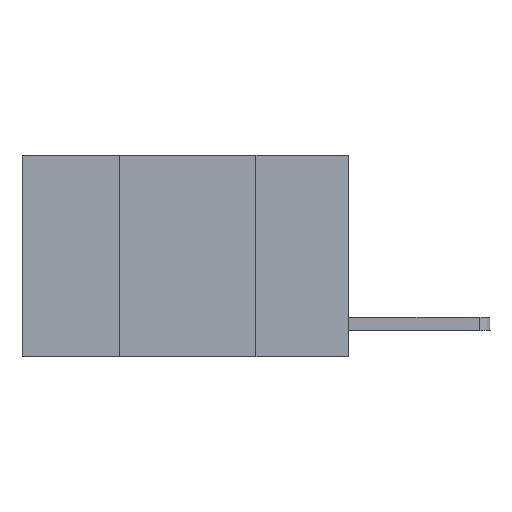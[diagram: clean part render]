
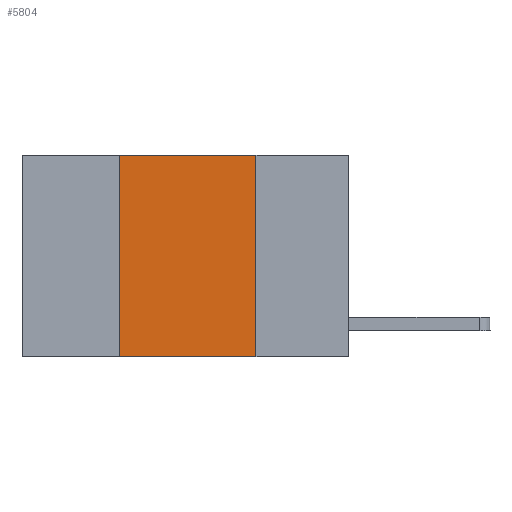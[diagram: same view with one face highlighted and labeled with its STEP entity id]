
A CAD part, left-side view. The second image highlights one B-rep face of the part: STEP entity #5804.
In plain terms, the highlighted planar face has unit normal (-1, 0, 0).
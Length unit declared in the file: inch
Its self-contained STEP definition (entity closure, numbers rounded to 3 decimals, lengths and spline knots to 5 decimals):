
#154 = VECTOR ( 'NONE', #3832, 39.37008 ) ;
#307 = CARTESIAN_POINT ( 'NONE',  ( 0., 0.42, -0.37 ) ) ;
#1155 = VECTOR ( 'NONE', #4609, 39.37008 ) ;
#1276 = CARTESIAN_POINT ( 'NONE',  ( 0., 0.42, 0. ) ) ;
#1307 = AXIS2_PLACEMENT_3D ( 'NONE', #2643, #8237, #4649 ) ;
#2224 = CARTESIAN_POINT ( 'NONE',  ( 0., 0.17, 0. ) ) ;
#2266 = CARTESIAN_POINT ( 'NONE',  ( 0., 0.6, 0. ) ) ;
#2643 = CARTESIAN_POINT ( 'NONE',  ( 0., 0.6, 0. ) ) ;
#2718 = LINE ( 'NONE', #8499, #5997 ) ;
#2825 = VERTEX_POINT ( 'NONE', #2224 ) ;
#3125 = VERTEX_POINT ( 'NONE', #1276 ) ;
#3260 = PLANE ( 'NONE',  #1307 ) ;
#3723 = ORIENTED_EDGE ( 'NONE', *, *, #7379, .F. ) ;
#3832 = DIRECTION ( 'NONE',  ( 0., 0., 1. ) ) ;
#4043 = ORIENTED_EDGE ( 'NONE', *, *, #5210, .F. ) ;
#4114 = FACE_OUTER_BOUND ( 'NONE', #6207, .T. ) ;
#4489 = LINE ( 'NONE', #4635, #4718 ) ;
#4538 = EDGE_CURVE ( 'NONE', #4889, #5015, #2718, .T. ) ;
#4556 = LINE ( 'NONE', #2266, #1155 ) ;
#4609 = DIRECTION ( 'NONE',  ( 0., -1., 0. ) ) ;
#4635 = CARTESIAN_POINT ( 'NONE',  ( 0., 0.17, 0. ) ) ;
#4649 = DIRECTION ( 'NONE',  ( 0., 0., -1. ) ) ;
#4718 = VECTOR ( 'NONE', #7426, 39.37008 ) ;
#4889 = VERTEX_POINT ( 'NONE', #307 ) ;
#5015 = VERTEX_POINT ( 'NONE', #6560 ) ;
#5210 = EDGE_CURVE ( 'NONE', #3125, #2825, #4556, .T. ) ;
#5804 = ADVANCED_FACE ( 'NONE', ( #4114 ), #3260, .F. ) ;
#5997 = VECTOR ( 'NONE', #7484, 39.37008 ) ;
#6207 = EDGE_LOOP ( 'NONE', ( #3723, #4043, #7733, #8441 ) ) ;
#6560 = CARTESIAN_POINT ( 'NONE',  ( 0., 0.17, -0.37 ) ) ;
#7123 = EDGE_CURVE ( 'NONE', #4889, #3125, #7439, .T. ) ;
#7379 = EDGE_CURVE ( 'NONE', #2825, #5015, #4489, .T. ) ;
#7426 = DIRECTION ( 'NONE',  ( 0., 0., -1. ) ) ;
#7439 = LINE ( 'NONE', #8188, #154 ) ;
#7484 = DIRECTION ( 'NONE',  ( 0., -1., 0. ) ) ;
#7733 = ORIENTED_EDGE ( 'NONE', *, *, #7123, .F. ) ;
#8188 = CARTESIAN_POINT ( 'NONE',  ( 0., 0.42, 0. ) ) ;
#8237 = DIRECTION ( 'NONE',  ( 1., 0., 0. ) ) ;
#8441 = ORIENTED_EDGE ( 'NONE', *, *, #4538, .T. ) ;
#8499 = CARTESIAN_POINT ( 'NONE',  ( 0., 0.6, -0.37 ) ) ;
